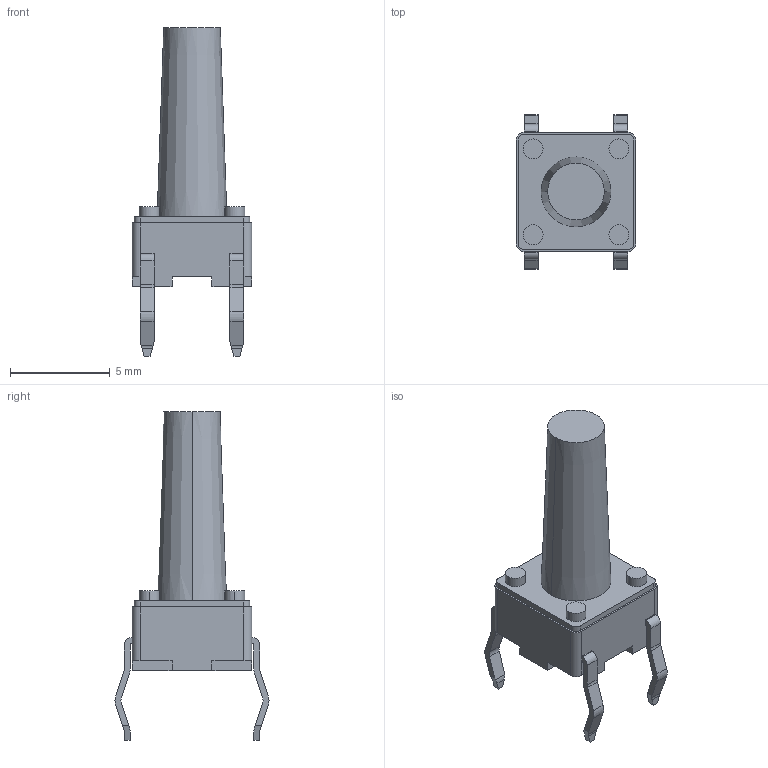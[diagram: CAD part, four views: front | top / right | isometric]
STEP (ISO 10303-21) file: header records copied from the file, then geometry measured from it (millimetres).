
FILE_DESCRIPTION (( 'STEP AP214' ), '1' );
FILE_NAME ('button_hole_6x6x13.0.STEP', '2020-06-04T11:36:37', ( '' ), ( '' ), 'SwSTEP 2.0', 'SolidWorks 2018', '' );
FILE_SCHEMA (( 'AUTOMOTIVE_DESIGN' ));
Length unit declared in the file: millimetre
Products named in the file (1): button_hole_6x6x13.0
Bounding box: 6 x 7.74 x 16.5 mm (x, y, z)
Volume: 195.9 mm3; surface area: 295.9 mm2
Topology: 1 solids, 1 shells, 142 faces, 394 edges, 260 vertices
Faces by surface type: plane 92, cylinder 48, cone 2
Entity records: 5003 total; most frequent: CARTESIAN_POINT 845, ORIENTED_EDGE 788, DIRECTION 748, EDGE_CURVE 394, VECTOR 294, LINE 294, VERTEX_POINT 260, AXIS2_PLACEMENT_3D 227
